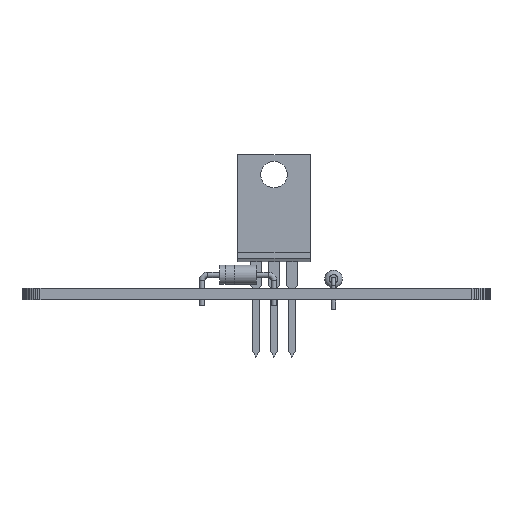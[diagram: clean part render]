
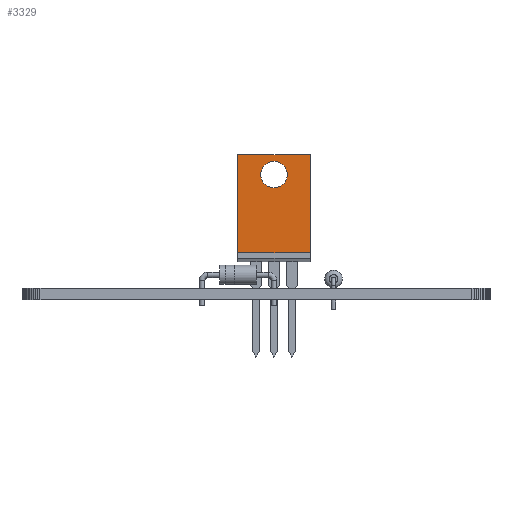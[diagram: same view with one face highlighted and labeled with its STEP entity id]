
A CAD part, left-side view. The second image highlights one B-rep face of the part: STEP entity #3329.
In plain terms, the highlighted face is planar.
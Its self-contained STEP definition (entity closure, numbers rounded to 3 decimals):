
#809 = PLANE('',#810);
#810 = AXIS2_PLACEMENT_3D('',#811,#812,#813);
#811 = CARTESIAN_POINT('',(7.655,3.16,5.));
#812 = DIRECTION('',(1.,0.,0.));
#813 = DIRECTION('',(0.,-1.,0.));
#865 = PLANE('',#866);
#866 = AXIS2_PLACEMENT_3D('',#867,#868,#869);
#867 = CARTESIAN_POINT('',(-2.575,1.89,5.));
#868 = DIRECTION('',(-1.,0.,0.));
#869 = DIRECTION('',(0.,1.,0.));
#942 = PLANE('',#943);
#943 = AXIS2_PLACEMENT_3D('',#944,#945,#946);
#944 = CARTESIAN_POINT('',(-2.575,3.16,5.));
#945 = DIRECTION('',(0.,0.,1.));
#946 = DIRECTION('',(1.,0.,-0.));
#1999 = VERTEX_POINT('',#2000);
#2000 = CARTESIAN_POINT('',(-2.575,3.16,18.775));
#2014 = PLANE('',#2015);
#2015 = AXIS2_PLACEMENT_3D('',#2016,#2017,#2018);
#2016 = CARTESIAN_POINT('',(-2.575,3.16,18.775));
#2017 = DIRECTION('',(0.,0.,1.));
#2018 = DIRECTION('',(1.,0.,-0.));
#2026 = EDGE_CURVE('',#2027,#1999,#2029,.T.);
#2027 = VERTEX_POINT('',#2028);
#2028 = CARTESIAN_POINT('',(-2.575,3.16,5.));
#2029 = SURFACE_CURVE('',#2030,(#2034,#2041),.PCURVE_S1.);
#2030 = LINE('',#2031,#2032);
#2031 = CARTESIAN_POINT('',(-2.575,3.16,5.));
#2032 = VECTOR('',#2033,1.);
#2033 = DIRECTION('',(0.,0.,1.));
#2034 = PCURVE('',#865,#2035);
#2035 = DEFINITIONAL_REPRESENTATION('',(#2036),#2040);
#2036 = LINE('',#2037,#2038);
#2037 = CARTESIAN_POINT('',(1.27,0.));
#2038 = VECTOR('',#2039,1.);
#2039 = DIRECTION('',(0.,-1.));
#2040 = ( GEOMETRIC_REPRESENTATION_CONTEXT(2) 
PARAMETRIC_REPRESENTATION_CONTEXT() REPRESENTATION_CONTEXT('2D SPACE',''
  ) );
#2041 = PCURVE('',#2042,#2047);
#2042 = PLANE('',#2043);
#2043 = AXIS2_PLACEMENT_3D('',#2044,#2045,#2046);
#2044 = CARTESIAN_POINT('',(-2.575,3.16,5.));
#2045 = DIRECTION('',(0.,1.,0.));
#2046 = DIRECTION('',(1.,0.,0.));
#2047 = DEFINITIONAL_REPRESENTATION('',(#2048),#2052);
#2048 = LINE('',#2049,#2050);
#2049 = CARTESIAN_POINT('',(0.,0.));
#2050 = VECTOR('',#2051,1.);
#2051 = DIRECTION('',(0.,-1.));
#2052 = ( GEOMETRIC_REPRESENTATION_CONTEXT(2) 
PARAMETRIC_REPRESENTATION_CONTEXT() REPRESENTATION_CONTEXT('2D SPACE',''
  ) );
#2144 = CYLINDRICAL_SURFACE('',#2145,1.868);
#2145 = AXIS2_PLACEMENT_3D('',#2146,#2147,#2148);
#2146 = CARTESIAN_POINT('',(2.54,1.89,16.005));
#2147 = DIRECTION('',(0.,-1.,0.));
#2148 = DIRECTION('',(1.,0.,0.));
#2160 = VERTEX_POINT('',#2161);
#2161 = CARTESIAN_POINT('',(7.655,3.16,5.));
#2182 = EDGE_CURVE('',#2160,#2183,#2185,.T.);
#2183 = VERTEX_POINT('',#2184);
#2184 = CARTESIAN_POINT('',(7.655,3.16,18.775));
#2185 = SURFACE_CURVE('',#2186,(#2190,#2197),.PCURVE_S1.);
#2186 = LINE('',#2187,#2188);
#2187 = CARTESIAN_POINT('',(7.655,3.16,5.));
#2188 = VECTOR('',#2189,1.);
#2189 = DIRECTION('',(0.,0.,1.));
#2190 = PCURVE('',#809,#2191);
#2191 = DEFINITIONAL_REPRESENTATION('',(#2192),#2196);
#2192 = LINE('',#2193,#2194);
#2193 = CARTESIAN_POINT('',(0.,0.));
#2194 = VECTOR('',#2195,1.);
#2195 = DIRECTION('',(0.,-1.));
#2196 = ( GEOMETRIC_REPRESENTATION_CONTEXT(2) 
PARAMETRIC_REPRESENTATION_CONTEXT() REPRESENTATION_CONTEXT('2D SPACE',''
  ) );
#2197 = PCURVE('',#2042,#2198);
#2198 = DEFINITIONAL_REPRESENTATION('',(#2199),#2203);
#2199 = LINE('',#2200,#2201);
#2200 = CARTESIAN_POINT('',(10.23,0.));
#2201 = VECTOR('',#2202,1.);
#2202 = DIRECTION('',(0.,-1.));
#2203 = ( GEOMETRIC_REPRESENTATION_CONTEXT(2) 
PARAMETRIC_REPRESENTATION_CONTEXT() REPRESENTATION_CONTEXT('2D SPACE',''
  ) );
#2232 = EDGE_CURVE('',#2027,#2160,#2233,.T.);
#2233 = SURFACE_CURVE('',#2234,(#2238,#2245),.PCURVE_S1.);
#2234 = LINE('',#2235,#2236);
#2235 = CARTESIAN_POINT('',(-2.575,3.16,5.));
#2236 = VECTOR('',#2237,1.);
#2237 = DIRECTION('',(1.,0.,0.));
#2238 = PCURVE('',#942,#2239);
#2239 = DEFINITIONAL_REPRESENTATION('',(#2240),#2244);
#2240 = LINE('',#2241,#2242);
#2241 = CARTESIAN_POINT('',(0.,0.));
#2242 = VECTOR('',#2243,1.);
#2243 = DIRECTION('',(1.,0.));
#2244 = ( GEOMETRIC_REPRESENTATION_CONTEXT(2) 
PARAMETRIC_REPRESENTATION_CONTEXT() REPRESENTATION_CONTEXT('2D SPACE',''
  ) );
#2245 = PCURVE('',#2042,#2246);
#2246 = DEFINITIONAL_REPRESENTATION('',(#2247),#2251);
#2247 = LINE('',#2248,#2249);
#2248 = CARTESIAN_POINT('',(0.,0.));
#2249 = VECTOR('',#2250,1.);
#2250 = DIRECTION('',(1.,0.));
#2251 = ( GEOMETRIC_REPRESENTATION_CONTEXT(2) 
PARAMETRIC_REPRESENTATION_CONTEXT() REPRESENTATION_CONTEXT('2D SPACE',''
  ) );
#3329 = ADVANCED_FACE('',(#3330,#3356),#2042,.T.);
#3330 = FACE_BOUND('',#3331,.T.);
#3331 = EDGE_LOOP('',(#3332,#3333,#3354,#3355));
#3332 = ORIENTED_EDGE('',*,*,#2026,.T.);
#3333 = ORIENTED_EDGE('',*,*,#3334,.T.);
#3334 = EDGE_CURVE('',#1999,#2183,#3335,.T.);
#3335 = SURFACE_CURVE('',#3336,(#3340,#3347),.PCURVE_S1.);
#3336 = LINE('',#3337,#3338);
#3337 = CARTESIAN_POINT('',(-2.575,3.16,18.775));
#3338 = VECTOR('',#3339,1.);
#3339 = DIRECTION('',(1.,0.,0.));
#3340 = PCURVE('',#2042,#3341);
#3341 = DEFINITIONAL_REPRESENTATION('',(#3342),#3346);
#3342 = LINE('',#3343,#3344);
#3343 = CARTESIAN_POINT('',(0.,-13.775));
#3344 = VECTOR('',#3345,1.);
#3345 = DIRECTION('',(1.,0.));
#3346 = ( GEOMETRIC_REPRESENTATION_CONTEXT(2) 
PARAMETRIC_REPRESENTATION_CONTEXT() REPRESENTATION_CONTEXT('2D SPACE',''
  ) );
#3347 = PCURVE('',#2014,#3348);
#3348 = DEFINITIONAL_REPRESENTATION('',(#3349),#3353);
#3349 = LINE('',#3350,#3351);
#3350 = CARTESIAN_POINT('',(0.,0.));
#3351 = VECTOR('',#3352,1.);
#3352 = DIRECTION('',(1.,0.));
#3353 = ( GEOMETRIC_REPRESENTATION_CONTEXT(2) 
PARAMETRIC_REPRESENTATION_CONTEXT() REPRESENTATION_CONTEXT('2D SPACE',''
  ) );
#3354 = ORIENTED_EDGE('',*,*,#2182,.F.);
#3355 = ORIENTED_EDGE('',*,*,#2232,.F.);
#3356 = FACE_BOUND('',#3357,.T.);
#3357 = EDGE_LOOP('',(#3358));
#3358 = ORIENTED_EDGE('',*,*,#3359,.T.);
#3359 = EDGE_CURVE('',#3360,#3360,#3362,.T.);
#3360 = VERTEX_POINT('',#3361);
#3361 = CARTESIAN_POINT('',(4.408,3.16,16.005));
#3362 = SURFACE_CURVE('',#3363,(#3368,#3379),.PCURVE_S1.);
#3363 = CIRCLE('',#3364,1.868);
#3364 = AXIS2_PLACEMENT_3D('',#3365,#3366,#3367);
#3365 = CARTESIAN_POINT('',(2.54,3.16,16.005));
#3366 = DIRECTION('',(0.,-1.,0.));
#3367 = DIRECTION('',(1.,0.,0.));
#3368 = PCURVE('',#2042,#3369);
#3369 = DEFINITIONAL_REPRESENTATION('',(#3370),#3378);
#3370 = ( BOUNDED_CURVE() B_SPLINE_CURVE(2,(#3371,#3372,#3373,#3374,
#3375,#3376,#3377),.UNSPECIFIED.,.T.,.F.) B_SPLINE_CURVE_WITH_KNOTS((1,2
    ,2,2,2,1),(-2.094,0.,2.094,4.189,
6.283,8.378),.UNSPECIFIED.) CURVE() 
GEOMETRIC_REPRESENTATION_ITEM() RATIONAL_B_SPLINE_CURVE((1.,0.5,1.,0.5,
1.,0.5,1.)) REPRESENTATION_ITEM('') );
#3371 = CARTESIAN_POINT('',(6.983,-11.005));
#3372 = CARTESIAN_POINT('',(6.983,-14.24));
#3373 = CARTESIAN_POINT('',(4.181,-12.622));
#3374 = CARTESIAN_POINT('',(1.38,-11.005));
#3375 = CARTESIAN_POINT('',(4.181,-9.388));
#3376 = CARTESIAN_POINT('',(6.983,-7.77));
#3377 = CARTESIAN_POINT('',(6.983,-11.005));
#3378 = ( GEOMETRIC_REPRESENTATION_CONTEXT(2) 
PARAMETRIC_REPRESENTATION_CONTEXT() REPRESENTATION_CONTEXT('2D SPACE',''
  ) );
#3379 = PCURVE('',#2144,#3380);
#3380 = DEFINITIONAL_REPRESENTATION('',(#3381),#3385);
#3381 = LINE('',#3382,#3383);
#3382 = CARTESIAN_POINT('',(0.,-1.27));
#3383 = VECTOR('',#3384,1.);
#3384 = DIRECTION('',(1.,0.));
#3385 = ( GEOMETRIC_REPRESENTATION_CONTEXT(2) 
PARAMETRIC_REPRESENTATION_CONTEXT() REPRESENTATION_CONTEXT('2D SPACE',''
  ) );
